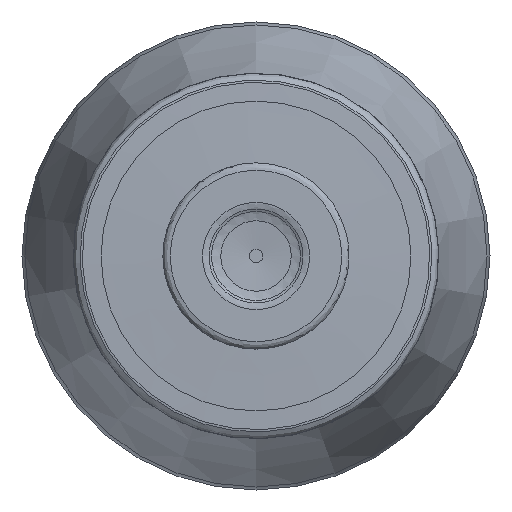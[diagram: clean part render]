
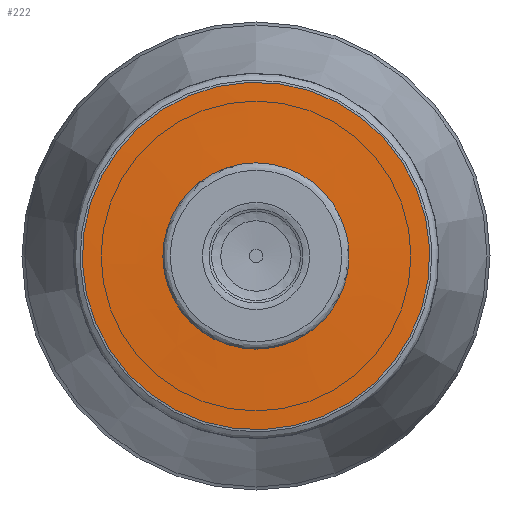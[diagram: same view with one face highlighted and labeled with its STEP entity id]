
A CAD part, left-side view. The second image highlights one B-rep face of the part: STEP entity #222.
In plain terms, the highlighted free-form (B-spline) face has degree [3, 3] with [4, 25] control points.
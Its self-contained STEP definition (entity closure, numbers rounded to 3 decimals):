
#27=B_SPLINE_SURFACE_WITH_KNOTS('',3,3,((#1286,#1287,#1288,#1289,#1290,
#1291,#1292,#1293,#1294,#1295,#1296,#1297,#1298,#1299,#1300,#1301,#1302,
#1303,#1304,#1305,#1306,#1307,#1308,#1309,#1310),(#1311,#1312,#1313,#1314,
#1315,#1316,#1317,#1318,#1319,#1320,#1321,#1322,#1323,#1324,#1325,#1326,
#1327,#1328,#1329,#1330,#1331,#1332,#1333,#1334,#1335),(#1336,#1337,#1338,
#1339,#1340,#1341,#1342,#1343,#1344,#1345,#1346,#1347,#1348,#1349,#1350,
#1351,#1352,#1353,#1354,#1355,#1356,#1357,#1358,#1359,#1360),(#1361,#1362,
#1363,#1364,#1365,#1366,#1367,#1368,#1369,#1370,#1371,#1372,#1373,#1374,
#1375,#1376,#1377,#1378,#1379,#1380,#1381,#1382,#1383,#1384,#1385)),
 .UNSPECIFIED.,.F.,.T.,.F.,(4,4),(1,3,3,3,3,3,3,3,3,3,1),(0.,1.),(-0.125,
0.,0.125,0.25,0.375,0.5,0.625,0.75,0.875,1.,1.125),.UNSPECIFIED.);
#66=B_SPLINE_CURVE_WITH_KNOTS('',3,(#831,#832,#833,#834,#835,#836,#837,
#838,#839,#840,#841,#842,#843,#844,#845,#846,#847,#848),.UNSPECIFIED.,.T.,
 .F.,(2,2,2,2,2,2,2,2,2,2,2),(-0.125,0.,0.125,0.25,0.375,0.5,0.625,0.75,
0.875,1.,1.125),.UNSPECIFIED.);
#177=FACE_BOUND('',#309,.T.);
#178=FACE_BOUND('',#310,.T.);
#222=ADVANCED_FACE('',(#177,#178),#27,.T.);
#309=EDGE_LOOP('',(#389));
#310=EDGE_LOOP('',(#390));
#389=ORIENTED_EDGE('',*,*,#460,.T.);
#390=ORIENTED_EDGE('',*,*,#473,.T.);
#420=VERTEX_POINT('',#849);
#433=VERTEX_POINT('',#1285);
#460=EDGE_CURVE('',#420,#420,#66,.T.);
#473=EDGE_CURVE('',#433,#433,#512,.T.);
#512=CIRCLE('',#582,11.883);
#582=AXIS2_PLACEMENT_3D('',#1284,#735,#736);
#735=DIRECTION('',(-1.,0.,0.));
#736=DIRECTION('',(0.,-0.999,0.043));
#831=CARTESIAN_POINT('',(0.33,-1.683,-6.366));
#832=CARTESIAN_POINT('',(0.33,1.683,-6.366));
#833=CARTESIAN_POINT('',(0.33,3.327,-5.678));
#834=CARTESIAN_POINT('',(0.33,5.684,-3.317));
#835=CARTESIAN_POINT('',(0.33,6.368,-1.661));
#836=CARTESIAN_POINT('',(0.33,6.364,1.679));
#837=CARTESIAN_POINT('',(0.33,5.671,3.335));
#838=CARTESIAN_POINT('',(0.33,3.322,5.678));
#839=CARTESIAN_POINT('',(0.33,1.663,6.367));
#840=CARTESIAN_POINT('',(0.33,-1.672,6.365));
#841=CARTESIAN_POINT('',(0.33,-3.327,5.679));
#842=CARTESIAN_POINT('',(0.33,-5.688,3.312));
#843=CARTESIAN_POINT('',(0.33,-6.368,1.652));
#844=CARTESIAN_POINT('',(0.33,-6.364,-1.665));
#845=CARTESIAN_POINT('',(0.33,-5.678,-3.327));
#846=CARTESIAN_POINT('',(0.33,-3.32,-5.682));
#847=CARTESIAN_POINT('',(0.33,-1.683,-6.366));
#848=CARTESIAN_POINT('',(0.33,1.683,-6.366));
#849=CARTESIAN_POINT('',(0.33,0.,-6.366));
#1284=CARTESIAN_POINT('',(0.522,0.,0.));
#1285=CARTESIAN_POINT('',(0.522,-11.871,0.516));
#1286=CARTESIAN_POINT('',(0.33,-6.344,0.533));
#1287=CARTESIAN_POINT('',(0.33,-6.204,2.193));
#1288=CARTESIAN_POINT('',(0.33,-5.382,3.786));
#1289=CARTESIAN_POINT('',(0.33,-4.109,4.862));
#1290=CARTESIAN_POINT('',(0.33,-2.836,5.938));
#1291=CARTESIAN_POINT('',(0.33,-1.128,6.483));
#1292=CARTESIAN_POINT('',(0.33,0.533,6.344));
#1293=CARTESIAN_POINT('',(0.33,2.193,6.204));
#1294=CARTESIAN_POINT('',(0.33,3.786,5.382));
#1295=CARTESIAN_POINT('',(0.33,4.862,4.109));
#1296=CARTESIAN_POINT('',(0.33,5.938,2.836));
#1297=CARTESIAN_POINT('',(0.33,6.483,1.128));
#1298=CARTESIAN_POINT('',(0.33,6.344,-0.533));
#1299=CARTESIAN_POINT('',(0.33,6.204,-2.193));
#1300=CARTESIAN_POINT('',(0.33,5.382,-3.786));
#1301=CARTESIAN_POINT('',(0.33,4.109,-4.862));
#1302=CARTESIAN_POINT('',(0.33,2.836,-5.938));
#1303=CARTESIAN_POINT('',(0.33,1.128,-6.483));
#1304=CARTESIAN_POINT('',(0.33,-0.533,-6.344));
#1305=CARTESIAN_POINT('',(0.33,-2.193,-6.204));
#1306=CARTESIAN_POINT('',(0.33,-3.786,-5.382));
#1307=CARTESIAN_POINT('',(0.33,-4.862,-4.109));
#1308=CARTESIAN_POINT('',(0.33,-5.938,-2.836));
#1309=CARTESIAN_POINT('',(0.33,-6.483,-1.128));
#1310=CARTESIAN_POINT('',(0.33,-6.344,0.533));
#1311=CARTESIAN_POINT('',(0.394,-8.186,0.527));
#1312=CARTESIAN_POINT('',(0.394,-8.048,2.67));
#1313=CARTESIAN_POINT('',(0.394,-7.029,4.743));
#1314=CARTESIAN_POINT('',(0.394,-5.416,6.161));
#1315=CARTESIAN_POINT('',(0.394,-3.803,7.579));
#1316=CARTESIAN_POINT('',(0.394,-1.616,8.324));
#1317=CARTESIAN_POINT('',(0.394,0.527,8.186));
#1318=CARTESIAN_POINT('',(0.394,2.67,8.048));
#1319=CARTESIAN_POINT('',(0.394,4.743,7.029));
#1320=CARTESIAN_POINT('',(0.394,6.161,5.416));
#1321=CARTESIAN_POINT('',(0.394,7.579,3.803));
#1322=CARTESIAN_POINT('',(0.394,8.324,1.616));
#1323=CARTESIAN_POINT('',(0.394,8.186,-0.527));
#1324=CARTESIAN_POINT('',(0.394,8.048,-2.67));
#1325=CARTESIAN_POINT('',(0.394,7.029,-4.743));
#1326=CARTESIAN_POINT('',(0.394,5.416,-6.161));
#1327=CARTESIAN_POINT('',(0.394,3.803,-7.579));
#1328=CARTESIAN_POINT('',(0.394,1.616,-8.324));
#1329=CARTESIAN_POINT('',(0.394,-0.527,-8.186));
#1330=CARTESIAN_POINT('',(0.394,-2.67,-8.048));
#1331=CARTESIAN_POINT('',(0.394,-4.743,-7.029));
#1332=CARTESIAN_POINT('',(0.394,-6.161,-5.416));
#1333=CARTESIAN_POINT('',(0.394,-7.579,-3.803));
#1334=CARTESIAN_POINT('',(0.394,-8.324,-1.616));
#1335=CARTESIAN_POINT('',(0.394,-8.186,0.527));
#1336=CARTESIAN_POINT('',(0.458,-10.029,0.521));
#1337=CARTESIAN_POINT('',(0.458,-9.892,3.147));
#1338=CARTESIAN_POINT('',(0.458,-8.676,5.7));
#1339=CARTESIAN_POINT('',(0.458,-6.723,7.46));
#1340=CARTESIAN_POINT('',(0.458,-4.77,9.22));
#1341=CARTESIAN_POINT('',(0.458,-2.104,10.165));
#1342=CARTESIAN_POINT('',(0.458,0.521,10.029));
#1343=CARTESIAN_POINT('',(0.458,3.147,9.892));
#1344=CARTESIAN_POINT('',(0.458,5.7,8.676));
#1345=CARTESIAN_POINT('',(0.458,7.46,6.723));
#1346=CARTESIAN_POINT('',(0.458,9.22,4.77));
#1347=CARTESIAN_POINT('',(0.458,10.165,2.104));
#1348=CARTESIAN_POINT('',(0.458,10.029,-0.521));
#1349=CARTESIAN_POINT('',(0.458,9.892,-3.147));
#1350=CARTESIAN_POINT('',(0.458,8.676,-5.7));
#1351=CARTESIAN_POINT('',(0.458,6.723,-7.46));
#1352=CARTESIAN_POINT('',(0.458,4.77,-9.22));
#1353=CARTESIAN_POINT('',(0.458,2.104,-10.165));
#1354=CARTESIAN_POINT('',(0.458,-0.521,-10.029));
#1355=CARTESIAN_POINT('',(0.458,-3.147,-9.892));
#1356=CARTESIAN_POINT('',(0.458,-5.7,-8.676));
#1357=CARTESIAN_POINT('',(0.458,-7.46,-6.723));
#1358=CARTESIAN_POINT('',(0.458,-9.22,-4.77));
#1359=CARTESIAN_POINT('',(0.458,-10.165,-2.104));
#1360=CARTESIAN_POINT('',(0.458,-10.029,0.521));
#1361=CARTESIAN_POINT('',(0.522,-11.871,0.516));
#1362=CARTESIAN_POINT('',(0.522,-11.736,3.624));
#1363=CARTESIAN_POINT('',(0.522,-10.323,6.657));
#1364=CARTESIAN_POINT('',(0.522,-8.03,8.759));
#1365=CARTESIAN_POINT('',(0.522,-5.737,10.861));
#1366=CARTESIAN_POINT('',(0.522,-2.592,12.006));
#1367=CARTESIAN_POINT('',(0.522,0.516,11.871));
#1368=CARTESIAN_POINT('',(0.522,3.624,11.736));
#1369=CARTESIAN_POINT('',(0.522,6.657,10.323));
#1370=CARTESIAN_POINT('',(0.522,8.759,8.03));
#1371=CARTESIAN_POINT('',(0.522,10.861,5.737));
#1372=CARTESIAN_POINT('',(0.522,12.006,2.592));
#1373=CARTESIAN_POINT('',(0.522,11.871,-0.516));
#1374=CARTESIAN_POINT('',(0.522,11.736,-3.624));
#1375=CARTESIAN_POINT('',(0.522,10.323,-6.657));
#1376=CARTESIAN_POINT('',(0.522,8.03,-8.759));
#1377=CARTESIAN_POINT('',(0.522,5.737,-10.861));
#1378=CARTESIAN_POINT('',(0.522,2.592,-12.006));
#1379=CARTESIAN_POINT('',(0.522,-0.516,-11.871));
#1380=CARTESIAN_POINT('',(0.522,-3.624,-11.736));
#1381=CARTESIAN_POINT('',(0.522,-6.657,-10.323));
#1382=CARTESIAN_POINT('',(0.522,-8.759,-8.03));
#1383=CARTESIAN_POINT('',(0.522,-10.861,-5.737));
#1384=CARTESIAN_POINT('',(0.522,-12.006,-2.592));
#1385=CARTESIAN_POINT('',(0.522,-11.871,0.516));
